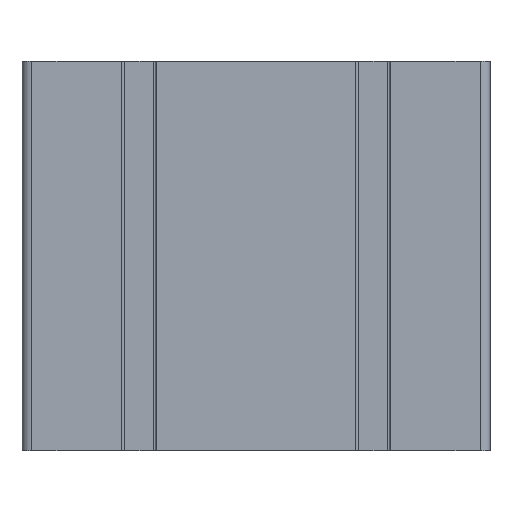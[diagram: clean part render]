
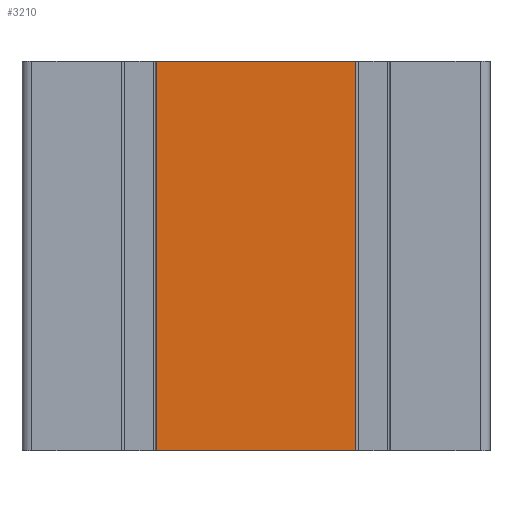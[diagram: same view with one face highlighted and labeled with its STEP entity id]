
A CAD part, front view. The second image highlights one B-rep face of the part: STEP entity #3210.
In plain terms, the highlighted planar face has unit normal (0, -1, 0).
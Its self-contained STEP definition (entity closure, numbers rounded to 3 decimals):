
#404=FACE_OUTER_BOUND('',#566,.T.);
#566=EDGE_LOOP('',(#2617,#2618,#2619,#2620));
#712=LINE('',#4814,#1036);
#745=LINE('',#4912,#1069);
#902=LINE('',#5375,#1226);
#903=LINE('',#5376,#1227);
#1036=VECTOR('',#3864,100.);
#1069=VECTOR('',#3959,100.);
#1226=VECTOR('',#4416,51.1);
#1227=VECTOR('',#4417,51.1);
#1359=VERTEX_POINT('',#4810);
#1360=VERTEX_POINT('',#4812);
#1393=VERTEX_POINT('',#4909);
#1394=VERTEX_POINT('',#4911);
#1728=EDGE_CURVE('',#1359,#1360,#712,.T.);
#1776=EDGE_CURVE('',#1393,#1394,#745,.T.);
#2006=EDGE_CURVE('',#1394,#1360,#902,.T.);
#2007=EDGE_CURVE('',#1393,#1359,#903,.T.);
#2617=ORIENTED_EDGE('',*,*,#1728,.T.);
#2618=ORIENTED_EDGE('',*,*,#2006,.F.);
#2619=ORIENTED_EDGE('',*,*,#1776,.F.);
#2620=ORIENTED_EDGE('',*,*,#2007,.T.);
#3054=PLANE('',#3512);
#3210=ADVANCED_FACE('',(#404),#3054,.T.);
#3512=AXIS2_PLACEMENT_3D('',#5374,#4414,#4415);
#3864=DIRECTION('',(0.,0.,-1.));
#3959=DIRECTION('',(0.,0.,-1.));
#4414=DIRECTION('center_axis',(0.,-1.,0.));
#4415=DIRECTION('ref_axis',(1.,0.,0.));
#4416=DIRECTION('',(-1.,0.,0.));
#4417=DIRECTION('',(-1.,0.,0.));
#4810=CARTESIAN_POINT('',(-25.55,-22.5,100.));
#4812=CARTESIAN_POINT('',(-25.55,-22.5,0.));
#4814=CARTESIAN_POINT('',(-25.55,-22.5,0.));
#4909=CARTESIAN_POINT('',(25.55,-22.5,100.));
#4911=CARTESIAN_POINT('',(25.55,-22.5,0.));
#4912=CARTESIAN_POINT('',(25.55,-22.5,0.));
#5374=CARTESIAN_POINT('Origin',(-57.5,-22.5,0.));
#5375=CARTESIAN_POINT('',(-28.75,-22.5,0.));
#5376=CARTESIAN_POINT('',(-28.75,-22.5,100.));
